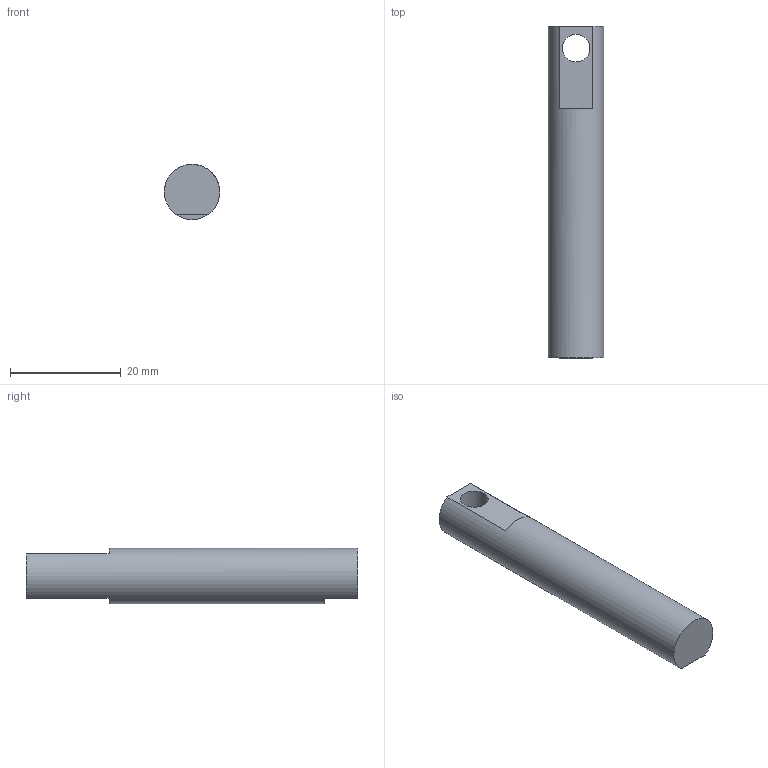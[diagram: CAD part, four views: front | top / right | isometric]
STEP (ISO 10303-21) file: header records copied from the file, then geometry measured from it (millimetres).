
FILE_DESCRIPTION(/* description */ (''),/* implementation_level */ '2;1');
FILE_NAME(/* name */ 'ConcordeScaledMainLandingGearLowerLeg.stp',/* time_stamp */ '2019-01-21T20:13:44+01:00',/* author */ ('Yann'),/* organization */ (''),/* preprocessor_version */ 'ST-DEVELOPER v17',/* originating_system */ 'Autodesk Inventor 2019',/* authorisation */ '');
FILE_SCHEMA (('AUTOMOTIVE_DESIGN { 1 0 10303 214 3 1 1 }'));
Length unit declared in the file: millimetre
Products named in the file (1): ConcordeScaledMainLandingGearProto2
Bounding box: 9.98 x 60 x 10 mm (x, y, z)
Volume: 4395.6 mm3; surface area: 2137.9 mm2
Topology: 1 solids, 1 shells, 12 faces, 27 edges, 18 vertices
Faces by surface type: plane 9, cylinder 3
Full cylindrical faces by diameter (mm): 2 x1, 5 x1, 10 x1
Entity records: 386 total; most frequent: DIRECTION 65, CARTESIAN_POINT 58, ORIENTED_EDGE 54, EDGE_CURVE 27, AXIS2_PLACEMENT_3D 25, VERTEX_POINT 18, EDGE_LOOP 15, LINE 15
